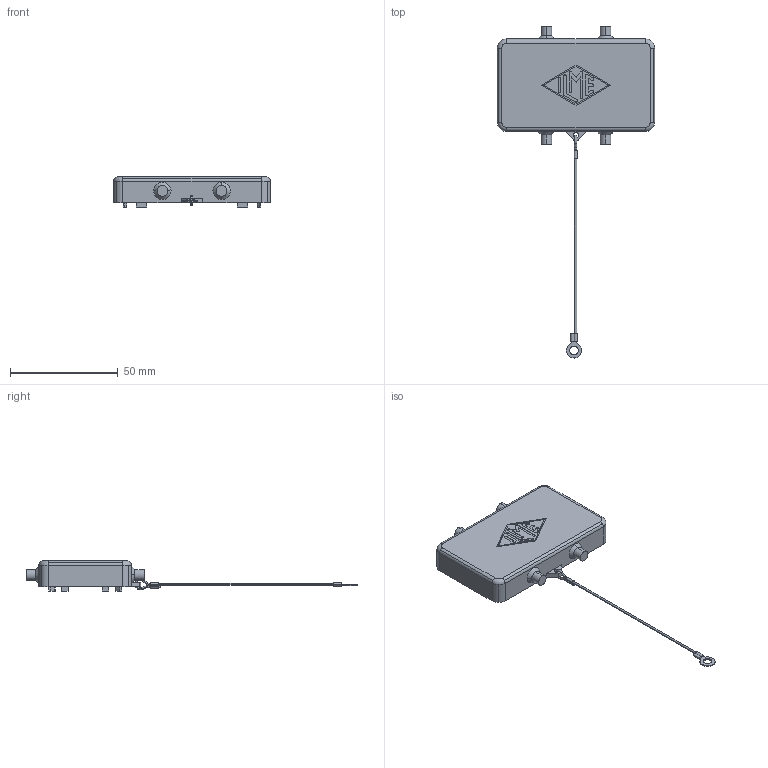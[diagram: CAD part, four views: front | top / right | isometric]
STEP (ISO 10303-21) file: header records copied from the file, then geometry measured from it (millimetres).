
FILE_DESCRIPTION(('CoCreate Modeling STEP Export'),'2;1');
FILE_NAME('CHCN 10.stp','2011-04-19T13:31:48',(''),(''),'CoCreate Modeling STEP processor for AP214 (Solid Model)','CoCreate Modeling 16.00A 16-Aug-2008 (C) Parametric Technology GmbH','');
FILE_SCHEMA(('AUTOMOTIVE_DESIGN { 1 0 10303 214 1 1 1 1 }'));
Length unit declared in the file: millimetre
Products named in the file (2): CHCN_10
Assembly tree (1 placements, depth 2):
  CHCN_10
    CHCN_10
Bounding box: 73 x 154.16 x 14 mm (x, y, z)
Volume: 19059.1 mm3; surface area: 11767.4 mm2
Topology: 1 solids, 1 shells, 222 faces, 583 edges, 376 vertices
Faces by surface type: plane 119, cylinder 83, torus 12, cone 8
Entity records: 8246 total; most frequent: CARTESIAN_POINT 1231, ORIENTED_EDGE 1158, DIRECTION 995, EDGE_CURVE 579, VECTOR 375, LINE 375, VERTEX_POINT 374, AXIS2_PLACEMENT_3D 310
